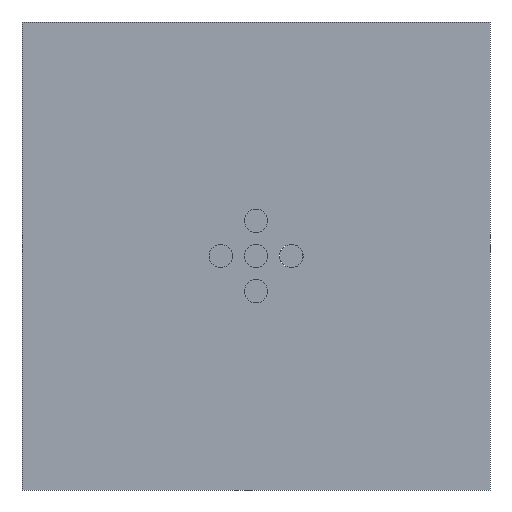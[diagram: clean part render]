
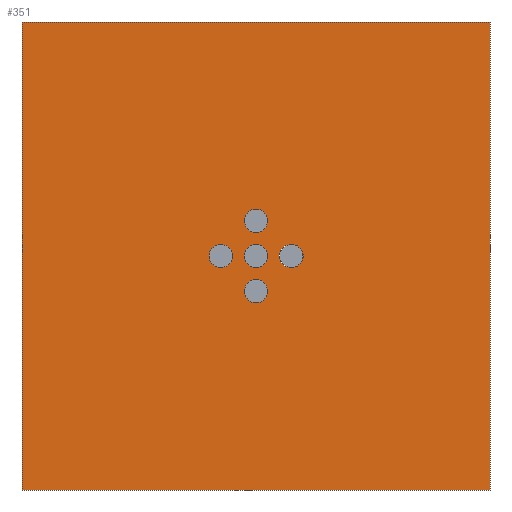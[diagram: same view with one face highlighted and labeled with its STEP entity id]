
A CAD part, front view. The second image highlights one B-rep face of the part: STEP entity #351.
In plain terms, the highlighted planar face has unit normal (0, -1, 0).
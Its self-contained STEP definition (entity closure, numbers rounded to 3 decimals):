
#30=FACE_BOUND('',#93,.T.);
#31=FACE_BOUND('',#94,.T.);
#32=FACE_BOUND('',#95,.T.);
#33=FACE_BOUND('',#96,.T.);
#34=FACE_BOUND('',#97,.T.);
#40=PLANE('',#415);
#61=FACE_OUTER_BOUND('',#92,.T.);
#92=EDGE_LOOP('',(#292,#293,#294,#295));
#93=EDGE_LOOP('',(#296));
#94=EDGE_LOOP('',(#297));
#95=EDGE_LOOP('',(#298));
#96=EDGE_LOOP('',(#299));
#97=EDGE_LOOP('',(#300));
#118=LINE('',#591,#140);
#122=LINE('',#599,#144);
#125=LINE('',#605,#147);
#128=LINE('',#610,#150);
#140=VECTOR('',#480,10.);
#144=VECTOR('',#486,10.);
#147=VECTOR('',#491,10.);
#150=VECTOR('',#496,10.);
#158=CIRCLE('',#397,0.01);
#160=CIRCLE('',#400,0.01);
#162=CIRCLE('',#403,0.01);
#164=CIRCLE('',#406,0.01);
#166=CIRCLE('',#409,0.01);
#178=VERTEX_POINT('',#561);
#180=VERTEX_POINT('',#567);
#182=VERTEX_POINT('',#573);
#184=VERTEX_POINT('',#579);
#186=VERTEX_POINT('',#585);
#187=VERTEX_POINT('',#589);
#188=VERTEX_POINT('',#590);
#191=VERTEX_POINT('',#598);
#193=VERTEX_POINT('',#604);
#207=EDGE_CURVE('',#178,#178,#158,.T.);
#210=EDGE_CURVE('',#180,#180,#160,.T.);
#213=EDGE_CURVE('',#182,#182,#162,.T.);
#216=EDGE_CURVE('',#184,#184,#164,.T.);
#219=EDGE_CURVE('',#186,#186,#166,.T.);
#220=EDGE_CURVE('',#187,#188,#118,.T.);
#224=EDGE_CURVE('',#191,#187,#122,.T.);
#227=EDGE_CURVE('',#193,#191,#125,.T.);
#230=EDGE_CURVE('',#188,#193,#128,.T.);
#292=ORIENTED_EDGE('',*,*,#230,.F.);
#293=ORIENTED_EDGE('',*,*,#220,.F.);
#294=ORIENTED_EDGE('',*,*,#224,.F.);
#295=ORIENTED_EDGE('',*,*,#227,.F.);
#296=ORIENTED_EDGE('',*,*,#207,.T.);
#297=ORIENTED_EDGE('',*,*,#210,.T.);
#298=ORIENTED_EDGE('',*,*,#213,.T.);
#299=ORIENTED_EDGE('',*,*,#216,.T.);
#300=ORIENTED_EDGE('',*,*,#219,.T.);
#351=ADVANCED_FACE('',(#61,#30,#31,#32,#33,#34),#40,.F.);
#397=AXIS2_PLACEMENT_3D('',#563,#448,#449);
#400=AXIS2_PLACEMENT_3D('',#569,#455,#456);
#403=AXIS2_PLACEMENT_3D('',#575,#462,#463);
#406=AXIS2_PLACEMENT_3D('',#581,#469,#470);
#409=AXIS2_PLACEMENT_3D('',#587,#476,#477);
#415=AXIS2_PLACEMENT_3D('',#613,#500,#501);
#448=DIRECTION('center_axis',(0.,1.,0.));
#449=DIRECTION('ref_axis',(1.,0.,0.));
#455=DIRECTION('center_axis',(0.,1.,0.));
#456=DIRECTION('ref_axis',(1.,0.,0.));
#462=DIRECTION('center_axis',(0.,1.,0.));
#463=DIRECTION('ref_axis',(1.,0.,0.));
#469=DIRECTION('center_axis',(0.,1.,0.));
#470=DIRECTION('ref_axis',(1.,0.,0.));
#476=DIRECTION('center_axis',(0.,1.,0.));
#477=DIRECTION('ref_axis',(1.,0.,0.));
#480=DIRECTION('',(-1.,0.,0.));
#486=DIRECTION('',(0.,0.,-1.));
#491=DIRECTION('',(1.,0.,0.));
#496=DIRECTION('',(0.,0.,1.));
#500=DIRECTION('center_axis',(0.,1.,0.));
#501=DIRECTION('ref_axis',(0.,0.,1.));
#561=CARTESIAN_POINT('',(-0.01,0.,0.));
#563=CARTESIAN_POINT('Origin',(0.,0.,0.));
#567=CARTESIAN_POINT('',(-0.04,0.,0.));
#569=CARTESIAN_POINT('Origin',(-0.03,0.,0.));
#573=CARTESIAN_POINT('',(-0.01,0.,0.03));
#575=CARTESIAN_POINT('Origin',(0.,0.,0.03));
#579=CARTESIAN_POINT('',(-0.01,0.,-0.03));
#581=CARTESIAN_POINT('Origin',(0.,0.,-0.03));
#585=CARTESIAN_POINT('',(0.02,0.,0.));
#587=CARTESIAN_POINT('Origin',(0.03,0.,0.));
#589=CARTESIAN_POINT('',(0.2,0.,-0.2));
#590=CARTESIAN_POINT('',(-0.2,0.,-0.2));
#591=CARTESIAN_POINT('',(0.2,0.,-0.2));
#598=CARTESIAN_POINT('',(0.2,0.,0.2));
#599=CARTESIAN_POINT('',(0.2,0.,0.2));
#604=CARTESIAN_POINT('',(-0.2,0.,0.2));
#605=CARTESIAN_POINT('',(-0.2,0.,0.2));
#610=CARTESIAN_POINT('',(-0.2,0.,-0.2));
#613=CARTESIAN_POINT('Origin',(0.,0.,0.));
